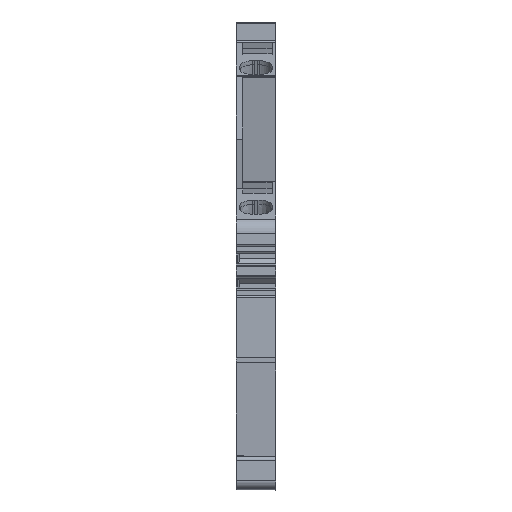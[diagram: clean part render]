
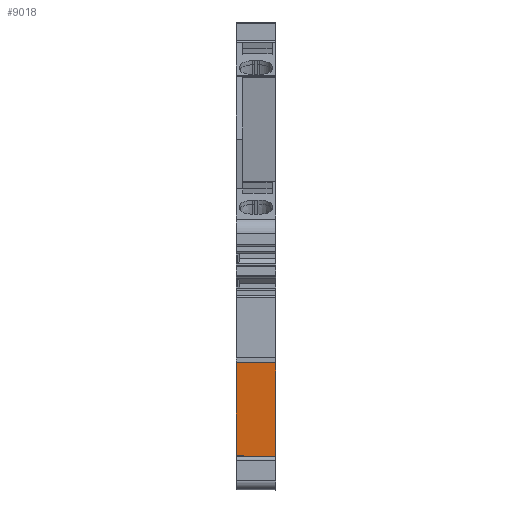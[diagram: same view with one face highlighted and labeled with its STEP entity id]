
A CAD part, front view. The second image highlights one B-rep face of the part: STEP entity #9018.
In plain terms, the highlighted planar face has unit normal (0, -0.998, -0.071).
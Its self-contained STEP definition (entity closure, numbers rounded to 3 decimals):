
#8975=AXIS2_PLACEMENT_3D('Plane Axis2P3D',#8972,#8973,#8974) ;
#8950=CARTESIAN_POINT('Vertex',(1.,4.944,3.071)) ;
#8957=CARTESIAN_POINT('Vertex',(5.1,4.944,3.071)) ;
#8960=CARTESIAN_POINT('Line Origine',(2.55,4.944,3.071)) ;
#8972=CARTESIAN_POINT('Axis2P3D Location',(5.1,4.944,3.071)) ;
#8977=CARTESIAN_POINT('Line Origine',(1.,4.901,3.678)) ;
#8981=CARTESIAN_POINT('Vertex',(1.,4.858,4.285)) ;
#8984=CARTESIAN_POINT('Line Origine',(5.1,4.485,9.548)) ;
#8988=CARTESIAN_POINT('Vertex',(5.1,4.027,16.026)) ;
#8991=CARTESIAN_POINT('Line Origine',(2.55,4.027,16.026)) ;
#8995=CARTESIAN_POINT('Vertex',(0.,4.027,16.026)) ;
#8998=CARTESIAN_POINT('Line Origine',(0.,4.442,10.156)) ;
#9002=CARTESIAN_POINT('Vertex',(0.,4.858,4.285)) ;
#9005=CARTESIAN_POINT('Line Origine',(0.5,4.858,4.285)) ;
#8961=DIRECTION('Vector Direction',(-1.,0.,0.)) ;
#8973=DIRECTION('Axis2P3D Direction',(0.,-0.998,-0.071)) ;
#8974=DIRECTION('Axis2P3D XDirection',(1.,0.,0.)) ;
#8978=DIRECTION('Vector Direction',(0.,0.071,-0.998)) ;
#8985=DIRECTION('Vector Direction',(0.,0.071,-0.998)) ;
#8992=DIRECTION('Vector Direction',(-1.,0.,0.)) ;
#8999=DIRECTION('Vector Direction',(0.,0.071,-0.998)) ;
#9006=DIRECTION('Vector Direction',(-1.,0.,0.)) ;
#8962=VECTOR('Line Direction',#8961,1.) ;
#8979=VECTOR('Line Direction',#8978,1.) ;
#8986=VECTOR('Line Direction',#8985,1.) ;
#8993=VECTOR('Line Direction',#8992,1.) ;
#9000=VECTOR('Line Direction',#8999,1.) ;
#9007=VECTOR('Line Direction',#9006,1.) ;
#9011=ORIENTED_EDGE('',*,*,#8983,.T.) ;
#9012=ORIENTED_EDGE('',*,*,#8964,.F.) ;
#9013=ORIENTED_EDGE('',*,*,#8990,.F.) ;
#9014=ORIENTED_EDGE('',*,*,#8997,.T.) ;
#9015=ORIENTED_EDGE('',*,*,#9004,.T.) ;
#9016=ORIENTED_EDGE('',*,*,#9009,.F.) ;
#9018=ADVANCED_FACE('MLD',(#9017),#8976,.T.) ;
#8964=EDGE_CURVE('',#8958,#8951,#8963,.T.) ;
#8983=EDGE_CURVE('',#8982,#8951,#8980,.T.) ;
#8990=EDGE_CURVE('',#8989,#8958,#8987,.T.) ;
#8997=EDGE_CURVE('',#8989,#8996,#8994,.T.) ;
#9004=EDGE_CURVE('',#8996,#9003,#9001,.T.) ;
#9009=EDGE_CURVE('',#8982,#9003,#9008,.T.) ;
#9010=EDGE_LOOP('',(#9011,#9012,#9013,#9014,#9015,#9016)) ;
#9017=FACE_OUTER_BOUND('',#9010,.T.) ;
#8963=LINE('Line',#8960,#8962) ;
#8980=LINE('Line',#8977,#8979) ;
#8987=LINE('Line',#8984,#8986) ;
#8994=LINE('Line',#8991,#8993) ;
#9001=LINE('Line',#8998,#9000) ;
#9008=LINE('Line',#9005,#9007) ;
#8976=PLANE('',#8975) ;
#8951=VERTEX_POINT('',#8950) ;
#8958=VERTEX_POINT('',#8957) ;
#8982=VERTEX_POINT('',#8981) ;
#8989=VERTEX_POINT('',#8988) ;
#8996=VERTEX_POINT('',#8995) ;
#9003=VERTEX_POINT('',#9002) ;
